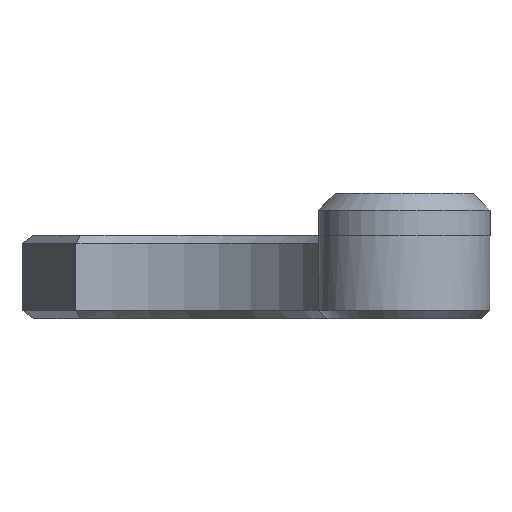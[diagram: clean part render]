
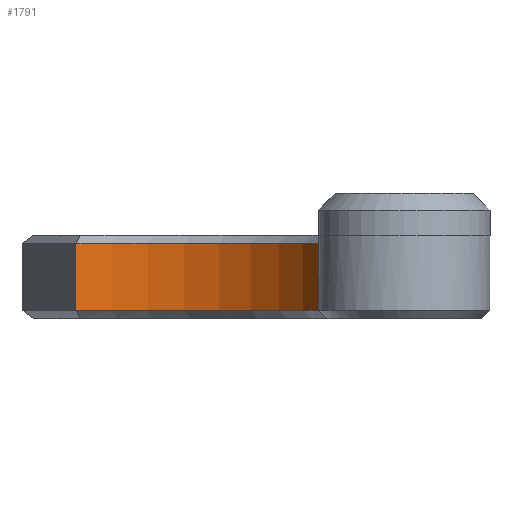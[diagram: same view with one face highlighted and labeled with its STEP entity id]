
A CAD part, front view. The second image highlights one B-rep face of the part: STEP entity #1791.
In plain terms, the highlighted cylindrical face has radius 12.542 mm (diameter 25.084 mm), a partial arc.
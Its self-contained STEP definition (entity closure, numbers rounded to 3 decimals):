
#976 = CONICAL_SURFACE('',#977,0.,0.785);
#977 = AXIS2_PLACEMENT_3D('',#978,#979,#980);
#978 = CARTESIAN_POINT('',(-16.256,16.95,-8.042)
  );
#979 = DIRECTION('',(0.,0.,1.));
#980 = DIRECTION('',(0.99,-0.139,0.)
  );
#1377 = VERTEX_POINT('',#1378);
#1378 = CARTESIAN_POINT('',(-19.685,29.015,4.5));
#1412 = PLANE('',#1413);
#1413 = AXIS2_PLACEMENT_3D('',#1414,#1415,#1416);
#1414 = CARTESIAN_POINT('',(-19.685,29.015,0.));
#1415 = DIRECTION('',(0.904,0.427,-0.));
#1416 = DIRECTION('',(-0.427,0.904,0.));
#1429 = VERTEX_POINT('',#1430);
#1430 = CARTESIAN_POINT('',(-3.747,16.043,4.5));
#1451 = EDGE_CURVE('',#1429,#1377,#1452,.T.);
#1452 = SURFACE_CURVE('',#1453,(#1458,#1465),.PCURVE_S1.);
#1453 = CIRCLE('',#1454,12.542);
#1454 = AXIS2_PLACEMENT_3D('',#1455,#1456,#1457);
#1455 = CARTESIAN_POINT('',(-16.256,16.95,4.5));
#1456 = DIRECTION('',(0.,0.,1.));
#1457 = DIRECTION('',(0.,1.,0.));
#1458 = PCURVE('',#976,#1459);
#1459 = DEFINITIONAL_REPRESENTATION('',(#1460),#1464);
#1460 = LINE('',#1461,#1462);
#1461 = CARTESIAN_POINT('',(-4.573,12.542));
#1462 = VECTOR('',#1463,1.);
#1463 = DIRECTION('',(1.,0.));
#1464 = ( GEOMETRIC_REPRESENTATION_CONTEXT(2) 
PARAMETRIC_REPRESENTATION_CONTEXT() REPRESENTATION_CONTEXT('2D SPACE',''
  ) );
#1465 = PCURVE('',#1466,#1471);
#1466 = CYLINDRICAL_SURFACE('',#1467,12.542);
#1467 = AXIS2_PLACEMENT_3D('',#1468,#1469,#1470);
#1468 = CARTESIAN_POINT('',(-16.256,16.95,2.5));
#1469 = DIRECTION('',(0.,0.,1.));
#1470 = DIRECTION('',(0.997,-0.072,0.));
#1471 = DEFINITIONAL_REPRESENTATION('',(#1472),#1476);
#1472 = LINE('',#1473,#1474);
#1473 = CARTESIAN_POINT('',(-4.64,2.));
#1474 = VECTOR('',#1475,1.);
#1475 = DIRECTION('',(1.,0.));
#1476 = ( GEOMETRIC_REPRESENTATION_CONTEXT(2) 
PARAMETRIC_REPRESENTATION_CONTEXT() REPRESENTATION_CONTEXT('2D SPACE',''
  ) );
#1545 = PLANE('',#1546);
#1546 = AXIS2_PLACEMENT_3D('',#1547,#1548,#1549);
#1547 = CARTESIAN_POINT('',(-3.747,16.043,0.));
#1548 = DIRECTION('',(-0.997,0.072,0.));
#1549 = DIRECTION('',(-0.072,-0.997,-0.));
#1742 = VERTEX_POINT('',#1743);
#1743 = CARTESIAN_POINT('',(-19.685,29.015,0.5));
#1769 = EDGE_CURVE('',#1742,#1377,#1770,.T.);
#1770 = SURFACE_CURVE('',#1771,(#1775,#1782),.PCURVE_S1.);
#1771 = LINE('',#1772,#1773);
#1772 = CARTESIAN_POINT('',(-19.685,29.015,2.5));
#1773 = VECTOR('',#1774,1.);
#1774 = DIRECTION('',(0.,0.,1.));
#1775 = PCURVE('',#1412,#1776);
#1776 = DEFINITIONAL_REPRESENTATION('',(#1777),#1781);
#1777 = LINE('',#1778,#1779);
#1778 = CARTESIAN_POINT('',(0.,2.5));
#1779 = VECTOR('',#1780,1.);
#1780 = DIRECTION('',(0.,1.));
#1781 = ( GEOMETRIC_REPRESENTATION_CONTEXT(2) 
PARAMETRIC_REPRESENTATION_CONTEXT() REPRESENTATION_CONTEXT('2D SPACE',''
  ) );
#1782 = PCURVE('',#1466,#1783);
#1783 = DEFINITIONAL_REPRESENTATION('',(#1784),#1788);
#1784 = LINE('',#1785,#1786);
#1785 = CARTESIAN_POINT('',(1.92,0.));
#1786 = VECTOR('',#1787,1.);
#1787 = DIRECTION('',(0.,1.));
#1788 = ( GEOMETRIC_REPRESENTATION_CONTEXT(2) 
PARAMETRIC_REPRESENTATION_CONTEXT() REPRESENTATION_CONTEXT('2D SPACE',''
  ) );
#1791 = ADVANCED_FACE('',(#1792),#1466,.F.);
#1792 = FACE_BOUND('',#1793,.F.);
#1793 = EDGE_LOOP('',(#1794,#1795,#1796,#1819));
#1794 = ORIENTED_EDGE('',*,*,#1769,.T.);
#1795 = ORIENTED_EDGE('',*,*,#1451,.F.);
#1796 = ORIENTED_EDGE('',*,*,#1797,.F.);
#1797 = EDGE_CURVE('',#1798,#1429,#1800,.T.);
#1798 = VERTEX_POINT('',#1799);
#1799 = CARTESIAN_POINT('',(-3.747,16.043,0.5));
#1800 = SURFACE_CURVE('',#1801,(#1805,#1812),.PCURVE_S1.);
#1801 = LINE('',#1802,#1803);
#1802 = CARTESIAN_POINT('',(-3.747,16.043,2.5));
#1803 = VECTOR('',#1804,1.);
#1804 = DIRECTION('',(0.,0.,1.));
#1805 = PCURVE('',#1466,#1806);
#1806 = DEFINITIONAL_REPRESENTATION('',(#1807),#1811);
#1807 = LINE('',#1808,#1809);
#1808 = CARTESIAN_POINT('',(0.,0.));
#1809 = VECTOR('',#1810,1.);
#1810 = DIRECTION('',(0.,1.));
#1811 = ( GEOMETRIC_REPRESENTATION_CONTEXT(2) 
PARAMETRIC_REPRESENTATION_CONTEXT() REPRESENTATION_CONTEXT('2D SPACE',''
  ) );
#1812 = PCURVE('',#1545,#1813);
#1813 = DEFINITIONAL_REPRESENTATION('',(#1814),#1818);
#1814 = LINE('',#1815,#1816);
#1815 = CARTESIAN_POINT('',(-0.,2.5));
#1816 = VECTOR('',#1817,1.);
#1817 = DIRECTION('',(-0.,1.));
#1818 = ( GEOMETRIC_REPRESENTATION_CONTEXT(2) 
PARAMETRIC_REPRESENTATION_CONTEXT() REPRESENTATION_CONTEXT('2D SPACE',''
  ) );
#1819 = ORIENTED_EDGE('',*,*,#1820,.T.);
#1820 = EDGE_CURVE('',#1798,#1742,#1821,.T.);
#1821 = SURFACE_CURVE('',#1822,(#1827,#1834),.PCURVE_S1.);
#1822 = CIRCLE('',#1823,12.542);
#1823 = AXIS2_PLACEMENT_3D('',#1824,#1825,#1826);
#1824 = CARTESIAN_POINT('',(-16.256,16.95,0.5));
#1825 = DIRECTION('',(0.,0.,1.));
#1826 = DIRECTION('',(1.,0.,-0.));
#1827 = PCURVE('',#1466,#1828);
#1828 = DEFINITIONAL_REPRESENTATION('',(#1829),#1833);
#1829 = LINE('',#1830,#1831);
#1830 = CARTESIAN_POINT('',(-6.211,-2.));
#1831 = VECTOR('',#1832,1.);
#1832 = DIRECTION('',(1.,0.));
#1833 = ( GEOMETRIC_REPRESENTATION_CONTEXT(2) 
PARAMETRIC_REPRESENTATION_CONTEXT() REPRESENTATION_CONTEXT('2D SPACE',''
  ) );
#1834 = PCURVE('',#1835,#1840);
#1835 = CONICAL_SURFACE('',#1836,0.,0.785);
#1836 = AXIS2_PLACEMENT_3D('',#1837,#1838,#1839);
#1837 = CARTESIAN_POINT('',(-16.256,16.95,13.042)
  );
#1838 = DIRECTION('',(0.,0.,-1.));
#1839 = DIRECTION('',(0.99,-0.139,0.));
#1840 = DEFINITIONAL_REPRESENTATION('',(#1841),#1845);
#1841 = LINE('',#1842,#1843);
#1842 = CARTESIAN_POINT('',(12.427,12.542));
#1843 = VECTOR('',#1844,1.);
#1844 = DIRECTION('',(-1.,0.));
#1845 = ( GEOMETRIC_REPRESENTATION_CONTEXT(2) 
PARAMETRIC_REPRESENTATION_CONTEXT() REPRESENTATION_CONTEXT('2D SPACE',''
  ) );
